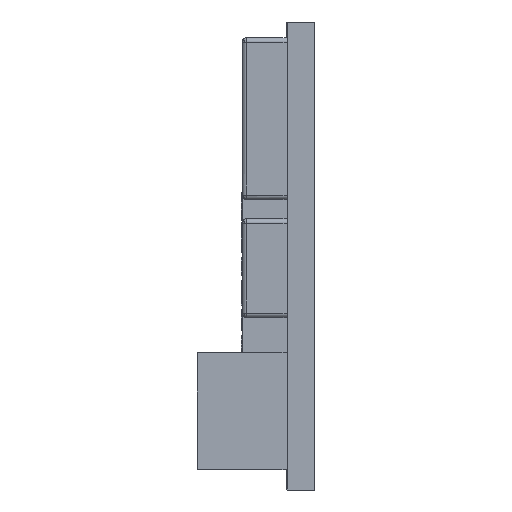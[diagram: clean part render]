
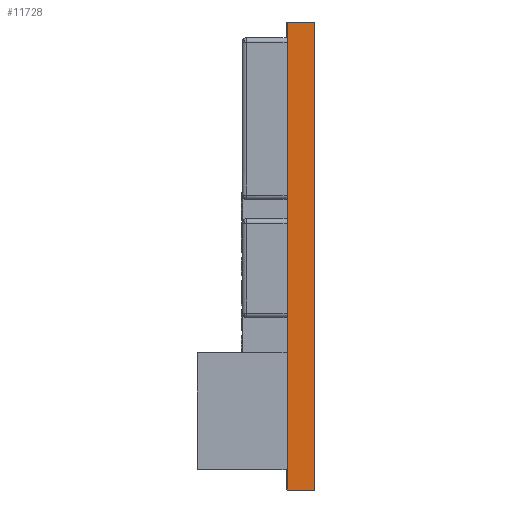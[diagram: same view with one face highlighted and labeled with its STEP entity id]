
A CAD part, left-side view. The second image highlights one B-rep face of the part: STEP entity #11728.
In plain terms, the highlighted planar face has unit normal (-1, 0, 0).
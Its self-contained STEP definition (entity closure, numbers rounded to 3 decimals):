
#989 = AXIS2_PLACEMENT_3D ( 'NONE', #15160, #3105, #3196 ) ;
#1035 = DIRECTION ( 'NONE',  ( 0., 0., 1. ) ) ;
#1809 = VERTEX_POINT ( 'NONE', #13593 ) ;
#1821 = VECTOR ( 'NONE', #11371, 1000. ) ;
#2475 = VERTEX_POINT ( 'NONE', #5841 ) ;
#2649 = VECTOR ( 'NONE', #11788, 1000. ) ;
#3105 = DIRECTION ( 'NONE',  ( -1., 0., 0. ) ) ;
#3196 = DIRECTION ( 'NONE',  ( 0., 0., 1. ) ) ;
#4432 = FACE_OUTER_BOUND ( 'NONE', #15933, .T. ) ;
#4946 = VECTOR ( 'NONE', #1035, 1000. ) ;
#5151 = VERTEX_POINT ( 'NONE', #16390 ) ;
#5510 = ORIENTED_EDGE ( 'NONE', *, *, #10087, .T. ) ;
#5841 = CARTESIAN_POINT ( 'NONE',  ( -3.25, 0.3, -2.6 ) ) ;
#6309 = LINE ( 'NONE', #11679, #4946 ) ;
#6323 = ORIENTED_EDGE ( 'NONE', *, *, #15861, .T. ) ;
#6347 = DIRECTION ( 'NONE',  ( 0., -1., 0. ) ) ;
#7682 = LINE ( 'NONE', #14376, #1821 ) ;
#8357 = VECTOR ( 'NONE', #6347, 1000. ) ;
#8548 = PLANE ( 'NONE',  #989 ) ;
#10087 = EDGE_CURVE ( 'NONE', #11659, #2475, #14621, .T. ) ;
#10483 = LINE ( 'NONE', #14454, #8357 ) ;
#10849 = ORIENTED_EDGE ( 'NONE', *, *, #16521, .F. ) ;
#10873 = ORIENTED_EDGE ( 'NONE', *, *, #15506, .T. ) ;
#11371 = DIRECTION ( 'NONE',  ( 0., -1., 0. ) ) ;
#11659 = VERTEX_POINT ( 'NONE', #12583 ) ;
#11679 = CARTESIAN_POINT ( 'NONE',  ( -3.25, 0., -0.099 ) ) ;
#11728 = ADVANCED_FACE ( 'NONE', ( #4432 ), #8548, .T. ) ;
#11788 = DIRECTION ( 'NONE',  ( 0., 0., -1. ) ) ;
#12583 = CARTESIAN_POINT ( 'NONE',  ( -3.25, 0.3, 2.6 ) ) ;
#13593 = CARTESIAN_POINT ( 'NONE',  ( -3.25, 0., -2.6 ) ) ;
#14376 = CARTESIAN_POINT ( 'NONE',  ( -3.25, 0., 2.6 ) ) ;
#14454 = CARTESIAN_POINT ( 'NONE',  ( -3.25, 0., -2.6 ) ) ;
#14621 = LINE ( 'NONE', #15773, #2649 ) ;
#15160 = CARTESIAN_POINT ( 'NONE',  ( -3.25, 0., -2.6 ) ) ;
#15506 = EDGE_CURVE ( 'NONE', #1809, #5151, #6309, .T. ) ;
#15773 = CARTESIAN_POINT ( 'NONE',  ( -3.25, 0.3, -2.6 ) ) ;
#15861 = EDGE_CURVE ( 'NONE', #2475, #1809, #10483, .T. ) ;
#15933 = EDGE_LOOP ( 'NONE', ( #5510, #6323, #10873, #10849 ) ) ;
#16390 = CARTESIAN_POINT ( 'NONE',  ( -3.25, 0., 2.6 ) ) ;
#16521 = EDGE_CURVE ( 'NONE', #11659, #5151, #7682, .T. ) ;
